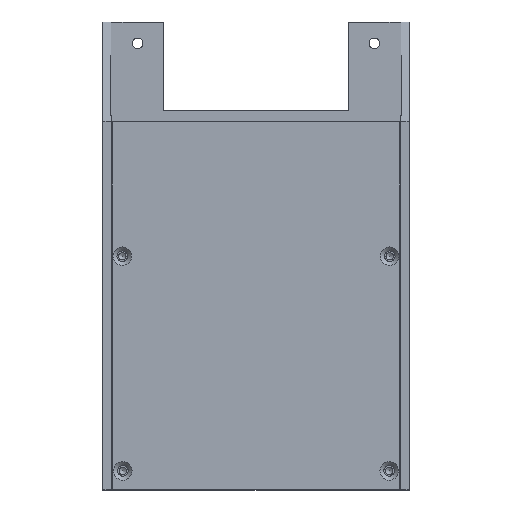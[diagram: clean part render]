
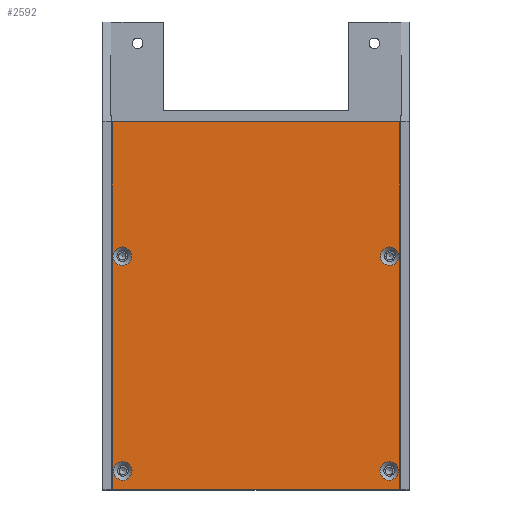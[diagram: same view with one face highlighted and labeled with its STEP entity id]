
A CAD part, top view. The second image highlights one B-rep face of the part: STEP entity #2592.
In plain terms, the highlighted planar face has unit normal (0, 0, 1).
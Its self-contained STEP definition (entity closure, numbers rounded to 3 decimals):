
#138=FACE_BOUND('',#526,.T.);
#139=FACE_BOUND('',#527,.T.);
#140=FACE_BOUND('',#528,.T.);
#141=FACE_BOUND('',#529,.T.);
#200=CIRCLE('',#2816,3.15);
#203=CIRCLE('',#2821,3.15);
#206=CIRCLE('',#2826,3.15);
#209=CIRCLE('',#2831,3.15);
#350=FACE_OUTER_BOUND('',#525,.T.);
#525=EDGE_LOOP('',(#2255,#2256,#2257,#2258));
#526=EDGE_LOOP('',(#2259));
#527=EDGE_LOOP('',(#2260));
#528=EDGE_LOOP('',(#2261));
#529=EDGE_LOOP('',(#2262));
#784=LINE('',#4268,#1039);
#787=LINE('',#4274,#1042);
#790=LINE('',#4280,#1045);
#793=LINE('',#4284,#1048);
#1039=VECTOR('',#3485,10.);
#1042=VECTOR('',#3490,10.);
#1045=VECTOR('',#3495,10.);
#1048=VECTOR('',#3500,10.);
#1262=VERTEX_POINT('',#4222);
#1265=VERTEX_POINT('',#4232);
#1268=VERTEX_POINT('',#4242);
#1271=VERTEX_POINT('',#4252);
#1276=VERTEX_POINT('',#4265);
#1277=VERTEX_POINT('',#4267);
#1279=VERTEX_POINT('',#4273);
#1281=VERTEX_POINT('',#4279);
#1585=EDGE_CURVE('',#1262,#1262,#200,.T.);
#1590=EDGE_CURVE('',#1265,#1265,#203,.T.);
#1595=EDGE_CURVE('',#1268,#1268,#206,.T.);
#1600=EDGE_CURVE('',#1271,#1271,#209,.T.);
#1607=EDGE_CURVE('',#1277,#1276,#784,.F.);
#1610=EDGE_CURVE('',#1279,#1277,#787,.F.);
#1613=EDGE_CURVE('',#1281,#1279,#790,.F.);
#1616=EDGE_CURVE('',#1276,#1281,#793,.T.);
#2255=ORIENTED_EDGE('',*,*,#1616,.T.);
#2256=ORIENTED_EDGE('',*,*,#1613,.T.);
#2257=ORIENTED_EDGE('',*,*,#1610,.T.);
#2258=ORIENTED_EDGE('',*,*,#1607,.T.);
#2259=ORIENTED_EDGE('',*,*,#1585,.T.);
#2260=ORIENTED_EDGE('',*,*,#1590,.T.);
#2261=ORIENTED_EDGE('',*,*,#1595,.T.);
#2262=ORIENTED_EDGE('',*,*,#1600,.T.);
#2455=PLANE('',#2839);
#2592=ADVANCED_FACE('',(#350,#138,#139,#140,#141),#2455,.T.);
#2816=AXIS2_PLACEMENT_3D('',#4223,#3435,#3436);
#2821=AXIS2_PLACEMENT_3D('',#4233,#3447,#3448);
#2826=AXIS2_PLACEMENT_3D('',#4243,#3459,#3460);
#2831=AXIS2_PLACEMENT_3D('',#4253,#3471,#3472);
#2839=AXIS2_PLACEMENT_3D('',#4285,#3501,#3502);
#3435=DIRECTION('center_axis',(0.,0.,-1.));
#3436=DIRECTION('ref_axis',(1.,0.,0.));
#3447=DIRECTION('center_axis',(0.,0.,-1.));
#3448=DIRECTION('ref_axis',(1.,0.,0.));
#3459=DIRECTION('center_axis',(0.,0.,-1.));
#3460=DIRECTION('ref_axis',(1.,0.,0.));
#3471=DIRECTION('center_axis',(0.,0.,-1.));
#3472=DIRECTION('ref_axis',(1.,0.,0.));
#3485=DIRECTION('',(0.,1.,0.));
#3490=DIRECTION('',(1.,0.,0.));
#3495=DIRECTION('',(0.,-1.,0.));
#3500=DIRECTION('',(1.,0.,0.));
#3501=DIRECTION('center_axis',(0.,0.,1.));
#3502=DIRECTION('ref_axis',(1.,0.,0.));
#4222=CARTESIAN_POINT('',(91.022,-98.603,46.));
#4223=CARTESIAN_POINT('Origin',(94.172,-98.603,46.));
#4232=CARTESIAN_POINT('',(0.489,-25.785,46.));
#4233=CARTESIAN_POINT('Origin',(3.639,-25.785,46.));
#4242=CARTESIAN_POINT('',(91.211,-25.785,46.));
#4243=CARTESIAN_POINT('Origin',(94.361,-25.785,46.));
#4252=CARTESIAN_POINT('',(0.678,-98.603,46.));
#4253=CARTESIAN_POINT('Origin',(3.828,-98.603,46.));
#4265=CARTESIAN_POINT('',(0.2,-105.,46.));
#4267=CARTESIAN_POINT('',(0.2,19.8,46.));
#4268=CARTESIAN_POINT('',(0.2,-11.25,46.));
#4273=CARTESIAN_POINT('',(97.8,19.8,46.));
#4274=CARTESIAN_POINT('',(73.5,19.8,46.));
#4279=CARTESIAN_POINT('',(97.8,-105.,46.));
#4280=CARTESIAN_POINT('',(97.8,-73.75,46.));
#4284=CARTESIAN_POINT('',(98.,-105.,46.));
#4285=CARTESIAN_POINT('Origin',(49.,-42.5,46.));
